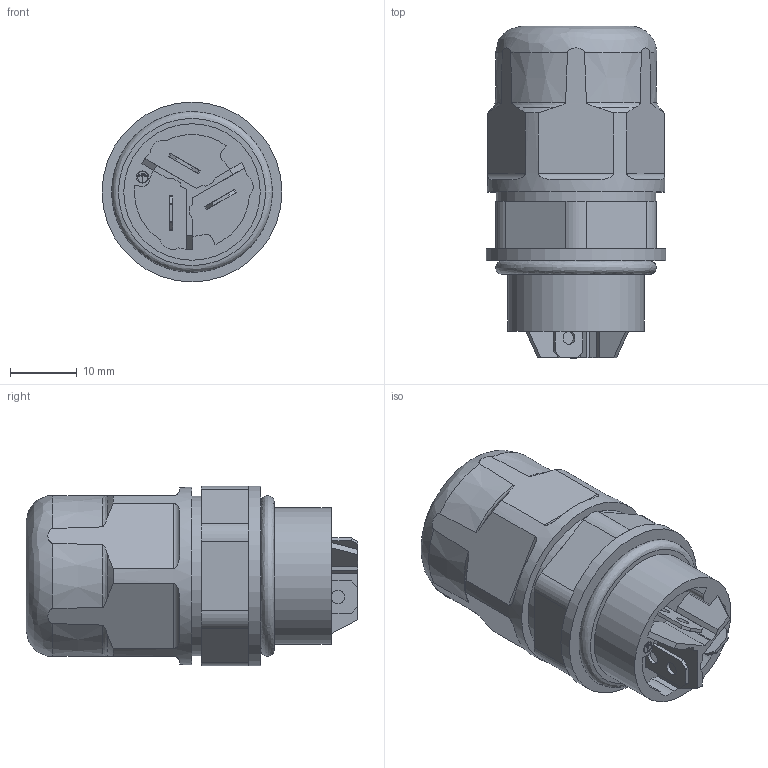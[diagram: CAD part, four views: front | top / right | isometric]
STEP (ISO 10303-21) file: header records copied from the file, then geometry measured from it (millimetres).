
FILE_DESCRIPTION(/* description */ (''),/* implementation_level */ '2;1');
FILE_NAME(/* name */ '100547929ugm000_a.stp',/* time_stamp */ '2013-08-27T10:13:26+02:00',/* author */ (''),/* organization */ (''),/* preprocessor_version */ 'ST-DEVELOPER v15',/* originating_system */ 'SIEMENS PLM Software NX 8.5',/* authorisation */ '');
FILE_SCHEMA (('AUTOMOTIVE_DESIGN { 1 0 10303 214 3 1 1 1 }'));
Length unit declared in the file: millimetre
Products named in the file (1): 100547929ugm000_a
Bounding box: 26.9 x 49.6 x 26.9 mm (x, y, z)
Volume: 19297 mm3; surface area: 5821.3 mm2
Topology: 1 solids, 1 shells, 168 faces, 458 edges, 307 vertices
Faces by surface type: plane 96, cylinder 52, cone 12, bspline 8
Full cylindrical faces by diameter (mm): 1.6 x1, 1.8 x1, 2 x6, 9.2 x1, 20.4 x1, 23.8 x1, 26.5 x1, 26.9 x1
Entity records: 6947 total; most frequent: CARTESIAN_POINT 1711, ORIENTED_EDGE 880, DIRECTION 836, EDGE_CURVE 440, VERTEX_POINT 304, AXIS2_PLACEMENT_3D 289, LINE 258, VECTOR 258
